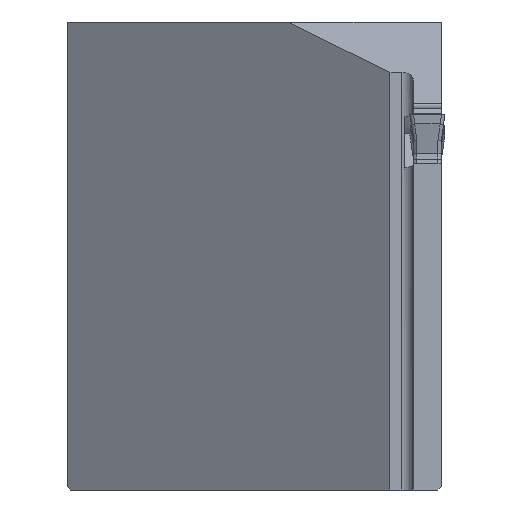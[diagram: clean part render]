
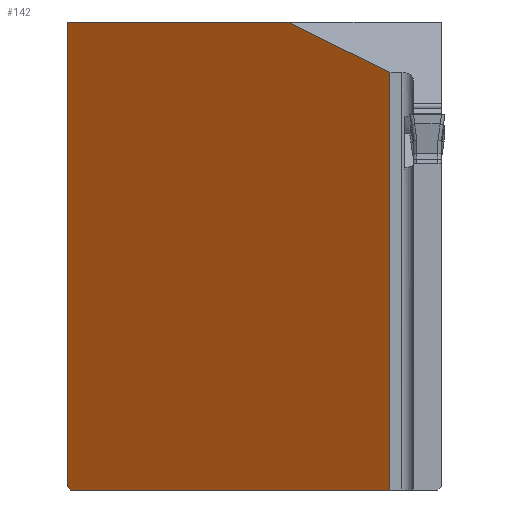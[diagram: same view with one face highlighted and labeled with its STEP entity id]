
A CAD part, left-side view. The second image highlights one B-rep face of the part: STEP entity #142.
In plain terms, the highlighted planar face has unit normal (-0.819, 0.574, 0).
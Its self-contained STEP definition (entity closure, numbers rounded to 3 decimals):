
#142=ADVANCED_FACE('',(#269),#219,.F.);
#219=PLANE('',#1491);
#269=FACE_OUTER_BOUND('',#347,.T.);
#347=EDGE_LOOP('',(#534,#535,#536,#537,#538,#539));
#534=ORIENTED_EDGE('',*,*,#1033,.F.);
#535=ORIENTED_EDGE('',*,*,#1038,.T.);
#536=ORIENTED_EDGE('',*,*,#975,.F.);
#537=ORIENTED_EDGE('',*,*,#982,.F.);
#538=ORIENTED_EDGE('',*,*,#991,.F.);
#539=ORIENTED_EDGE('',*,*,#1011,.F.);
#843=VERTEX_POINT('',#2020);
#844=VERTEX_POINT('',#2022);
#850=VERTEX_POINT('',#2035);
#856=VERTEX_POINT('',#2053);
#872=VERTEX_POINT('',#2092);
#879=VERTEX_POINT('',#2134);
#975=EDGE_CURVE('',#843,#844,#1178,.T.);
#982=EDGE_CURVE('',#850,#843,#1184,.T.);
#991=EDGE_CURVE('',#856,#850,#1193,.T.);
#1011=EDGE_CURVE('',#872,#856,#1208,.T.);
#1033=EDGE_CURVE('',#879,#872,#1228,.T.);
#1038=EDGE_CURVE('',#879,#844,#1230,.T.);
#1178=LINE('',#2021,#1320);
#1184=LINE('',#2036,#1326);
#1193=LINE('',#2055,#1335);
#1208=LINE('',#2093,#1350);
#1228=LINE('',#2135,#1370);
#1230=LINE('',#2168,#1372);
#1320=VECTOR('',#1607,1.);
#1326=VECTOR('',#1617,1.);
#1335=VECTOR('',#1632,1.);
#1350=VECTOR('',#1663,1.);
#1370=VECTOR('',#1713,1.);
#1372=VECTOR('',#1721,1.);
#1491=AXIS2_PLACEMENT_3D('',#2169,#1722,#1723);
#1607=DIRECTION('',(-0.574,-0.819,0.));
#1617=DIRECTION('',(0.,0.,1.));
#1632=DIRECTION('',(0.444,0.634,0.634));
#1663=DIRECTION('',(0.574,0.819,0.));
#1713=DIRECTION('',(0.,0.,-1.));
#1721=DIRECTION('',(0.532,0.76,0.373));
#1722=DIRECTION('',(0.819,-0.574,0.));
#1723=DIRECTION('',(0.574,0.819,0.));
#2020=CARTESIAN_POINT('',(28.326,0.,8.));
#2021=CARTESIAN_POINT('',(9.,-27.6,8.));
#2022=CARTESIAN_POINT('',(15.125,-18.852,8.));
#2035=CARTESIAN_POINT('',(28.326,0.,-31.7));
#2036=CARTESIAN_POINT('',(28.326,0.,-37.));
#2053=CARTESIAN_POINT('',(28.116,-0.3,-32.));
#2055=CARTESIAN_POINT('',(15.27,-18.645,-50.345));
#2092=CARTESIAN_POINT('',(9.,-27.6,-32.));
#2093=CARTESIAN_POINT('',(9.,-27.6,-32.));
#2134=CARTESIAN_POINT('',(9.,-27.6,3.711));
#2135=CARTESIAN_POINT('',(9.,-27.6,-37.));
#2168=CARTESIAN_POINT('',(9.911,-26.299,4.349));
#2169=CARTESIAN_POINT('',(9.,-27.6,-37.));
